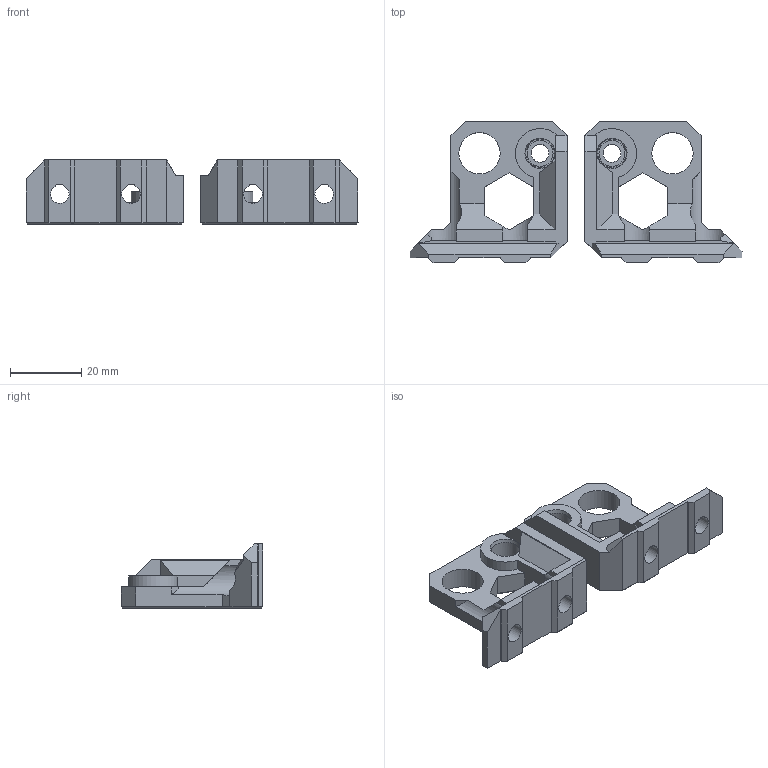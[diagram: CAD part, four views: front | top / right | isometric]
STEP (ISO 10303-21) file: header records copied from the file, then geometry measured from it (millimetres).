
FILE_DESCRIPTION(/* description */ (''),/* implementation_level */ '2;1');
FILE_NAME(/* name */ 'top.step',/* time_stamp */ '2025-06-21T04:04:54+05:30',/* author */ (''),/* organization */ (''),/* preprocessor_version */ 'ST-DEVELOPER v20.1',/* originating_system */ 'Autodesk Translation Framework v14.10.0.0',/* authorisation */ '');
FILE_SCHEMA (('AUTOMOTIVE_DESIGN { 1 0 10303 214 3 1 1 }'));
Length unit declared in the file: millimetre
Products named in the file (1): top
Bounding box: 93.17 x 39.7 x 18 mm (x, y, z)
Volume: 19771.5 mm3; surface area: 10912.5 mm2
Topology: 2 solids, 8 shells, 248 faces, 619 edges, 387 vertices
Faces by surface type: plane 222, cylinder 22, cone 4
Full cylindrical faces by diameter (mm): 5 x2, 7.285 x2, 8.085 x2, 11.6 x2
Entity records: 7378 total; most frequent: CARTESIAN_POINT 1403, ORIENTED_EDGE 1238, DIRECTION 1170, EDGE_CURVE 619, LINE 546, VECTOR 546, VERTEX_POINT 387, AXIS2_PLACEMENT_3D 312
